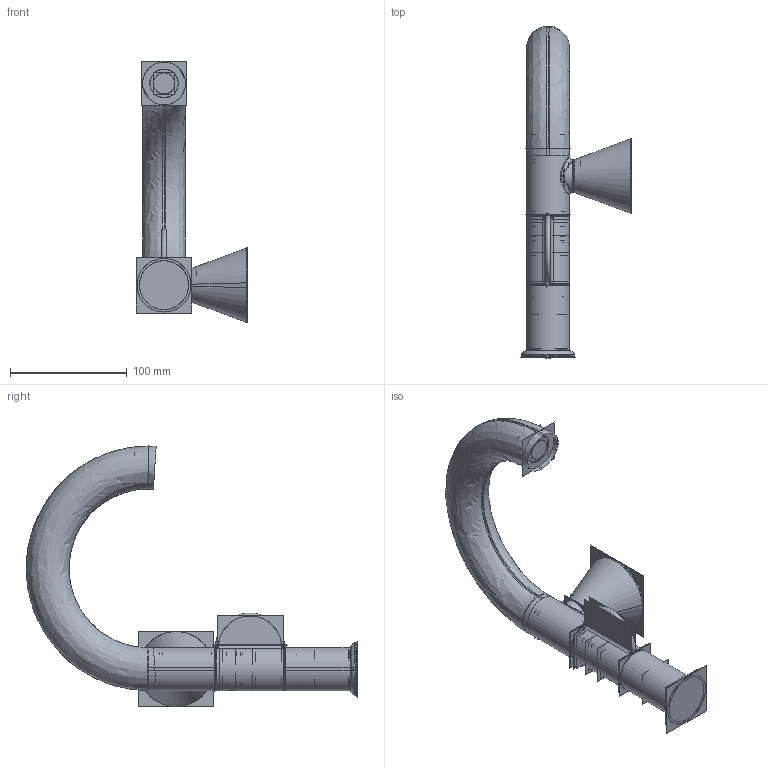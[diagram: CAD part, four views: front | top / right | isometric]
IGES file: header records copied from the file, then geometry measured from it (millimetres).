
Start section:  PTC IGES file: a42749_asm,.igs
Global section: file name: a42749_asm,.igs; native system: Creo Parametric by PTC Inc.; preprocessor: 2017380; author: yasemin.dundar; organization: Unknown; date: 20210212.140034; units: millimetre
Bounding box: 95.76 x 284.43 x 224.44 mm (x, y, z)
Surface area: 365496.6 mm2 (no closed solid volume)
Topology: 0 solids, 0 shells, 2115 faces, 31012 edges, 40728 vertices
Faces by surface type: revolution 1209, bspline 906
